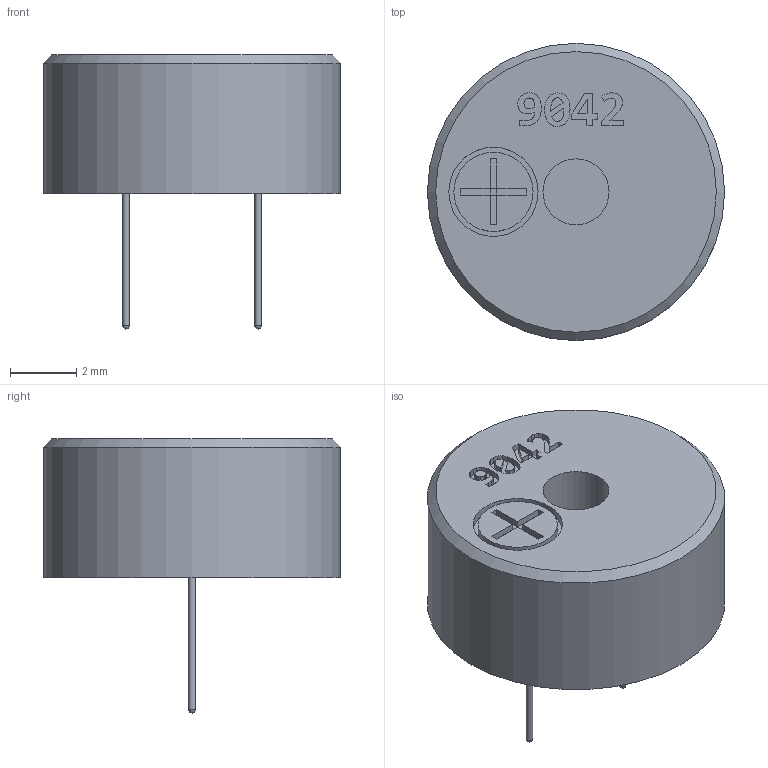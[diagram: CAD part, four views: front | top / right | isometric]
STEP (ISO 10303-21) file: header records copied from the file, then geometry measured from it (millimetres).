
FILE_DESCRIPTION(('FreeCAD Model'),'2;1');
FILE_NAME('Open CASCADE Shape Model','2023-01-22T10:30:58',(''),(''), 'Open CASCADE STEP processor 7.6','FreeCAD','Unknown');
FILE_SCHEMA(('AUTOMOTIVE_DESIGN { 1 0 10303 214 1 1 1 1 }'));
Length unit declared in the file: millimetre
Products named in the file (4): buzzer_12085_6_6; Fusion; Body; Fusion005
Assembly tree (3 placements, depth 2):
  buzzer_12085_6_6
    Fusion
    Body
    Fusion005
Bounding box: 9 x 9 x 8.3 mm (x, y, z)
Volume: 289.9 mm3; surface area: 342.9 mm2
Topology: 5 solids, 5 shells, 167 faces, 430 edges, 283 vertices
Faces by surface type: extrusion 90, plane 67, cylinder 7, sphere 2, cone 1
Full cylindrical faces by diameter (mm): 0.2 x2, 2 x1, 2.4 x1, 2.7 x1, 4 x1, 9 x1
Entity records: 5251 total; most frequent: CARTESIAN_POINT 1422, ORIENTED_EDGE 856, DIRECTION 517, EDGE_CURVE 428, VECTOR 321, VERTEX_POINT 283, B_SPLINE_CURVE_WITH_KNOTS 270, LINE 231
